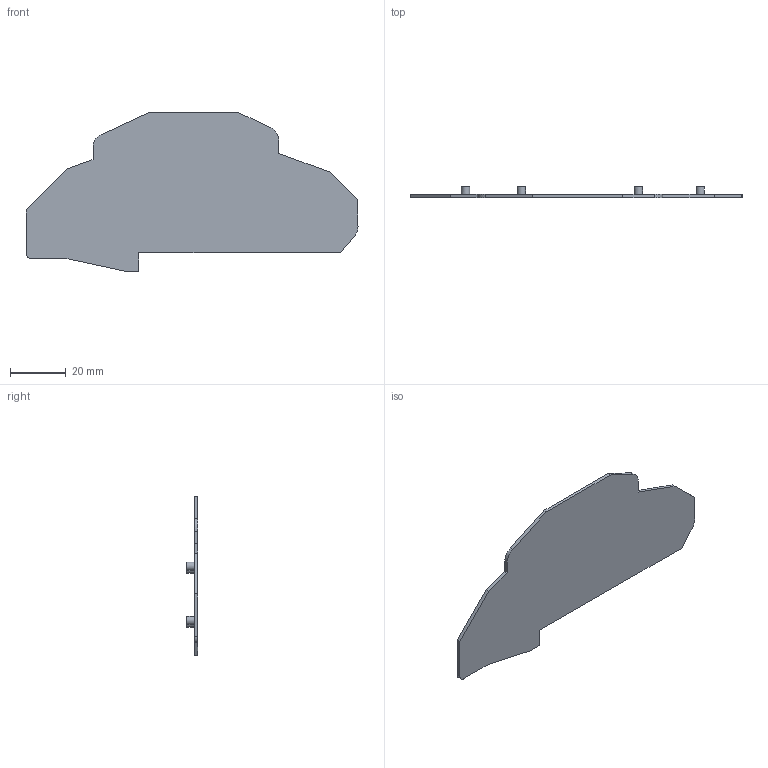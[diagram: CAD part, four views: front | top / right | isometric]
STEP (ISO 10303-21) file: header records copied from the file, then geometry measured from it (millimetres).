
FILE_DESCRIPTION(/* description */ ('Unknown'),/* implementation_level */ '2;1');
FILE_NAME(/* name */ 'S-BKF-D',/* time_stamp */ '2024-11-14T14:58:16-03:00',/* author */ ('Unknown'),/* organization */ ('Unknown'),/* preprocessor_version */ 'ST-DEVELOPER v16.7',/* originating_system */ 'Solid Edge',/* authorisation */ 'Unknown');
FILE_SCHEMA (('AUTOMOTIVE_DESIGN {1 0 10303 214 3 1 1}'));
Length unit declared in the file: millimetre
Products named in the file (1): S-BKF-D
Bounding box: 119.46 x 4.2 x 57.09 mm (x, y, z)
Volume: 5878.7 mm3; surface area: 10135.5 mm2
Topology: 1 solids, 1 shells, 35 faces, 83 edges, 54 vertices
Faces by surface type: plane 23, cylinder 8, bspline 4
Full cylindrical faces by diameter (mm): 3 x4
Entity records: 1287 total; most frequent: CARTESIAN_POINT 493, ORIENTED_EDGE 150, DIRECTION 143, EDGE_CURVE 75, LINE 55, VECTOR 55, VERTEX_POINT 54, EDGE_LOOP 47
